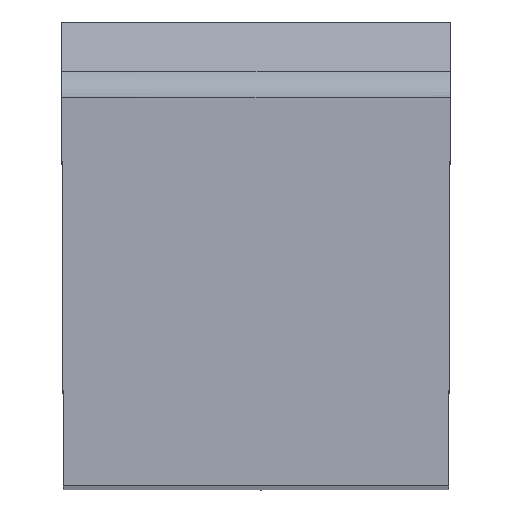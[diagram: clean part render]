
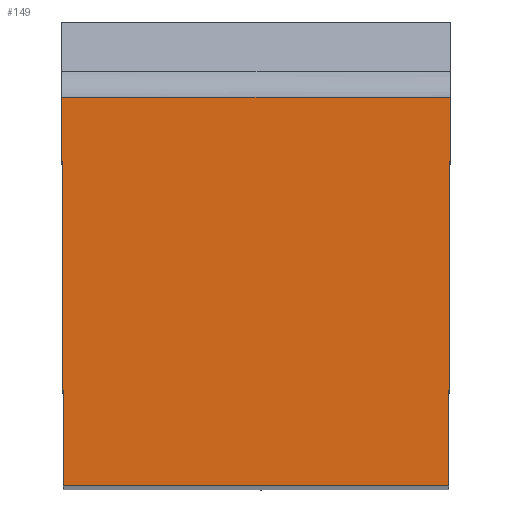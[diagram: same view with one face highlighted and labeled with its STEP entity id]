
A CAD part, top view. The second image highlights one B-rep face of the part: STEP entity #149.
In plain terms, the highlighted planar face has unit normal (0, 0, 1).
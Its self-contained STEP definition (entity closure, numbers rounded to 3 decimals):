
#121=FACE_OUTER_BOUND('',#318,.T.);
#149=ADVANCED_FACE('SHANK_FACE_BACK',(#121),#174,.F.);
#174=PLANE('',#717);
#212=LINE('',#1067,#265);
#217=LINE('',#1079,#270);
#219=LINE('',#1083,#272);
#225=LINE('',#1102,#278);
#265=VECTOR('',#828,1.);
#270=VECTOR('',#837,1.);
#272=VECTOR('',#841,1.);
#278=VECTOR('',#859,1.);
#318=EDGE_LOOP('',(#430,#431,#432,#433));
#430=ORIENTED_EDGE('',*,*,#577,.F.);
#431=ORIENTED_EDGE('',*,*,#569,.T.);
#432=ORIENTED_EDGE('',*,*,#575,.T.);
#433=ORIENTED_EDGE('',*,*,#587,.F.);
#508=VERTEX_POINT('',#1066);
#509=VERTEX_POINT('',#1068);
#513=VERTEX_POINT('',#1078);
#515=VERTEX_POINT('',#1084);
#569=EDGE_CURVE('',#509,#508,#212,.T.);
#575=EDGE_CURVE('',#508,#513,#217,.T.);
#577=EDGE_CURVE('',#509,#515,#219,.T.);
#587=EDGE_CURVE('',#515,#513,#225,.T.);
#717=AXIS2_PLACEMENT_3D('',#1103,#860,#861);
#828=DIRECTION('',(1.,0.,0.));
#837=DIRECTION('',(0.004,1.,0.));
#841=DIRECTION('',(-0.004,1.,0.));
#859=DIRECTION('',(1.,0.,0.));
#860=DIRECTION('',(0.,0.,-1.));
#861=DIRECTION('',(0.,-1.,0.));
#1066=CARTESIAN_POINT('',(-0.069,0.,0.));
#1067=CARTESIAN_POINT('',(-22.169,0.,0.));
#1068=CARTESIAN_POINT('',(-15.806,0.,0.));
#1078=CARTESIAN_POINT('',(0.,15.875,0.));
#1079=CARTESIAN_POINT('',(-0.593,-120.144,0.));
#1083=CARTESIAN_POINT('',(-15.282,-120.144,0.));
#1084=CARTESIAN_POINT('',(-15.875,15.875,0.));
#1102=CARTESIAN_POINT('',(-22.169,15.875,0.));
#1103=CARTESIAN_POINT('',(0.,0.,0.));
